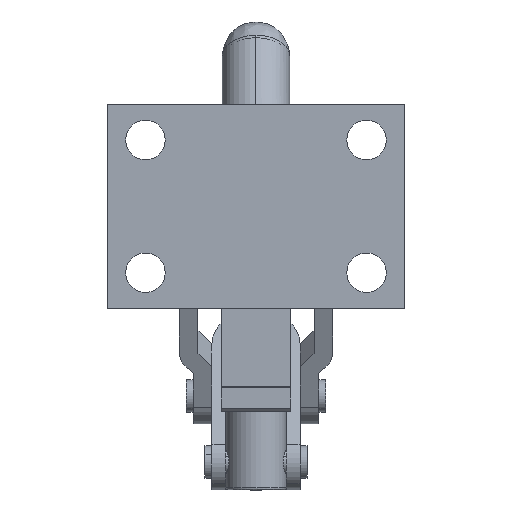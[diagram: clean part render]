
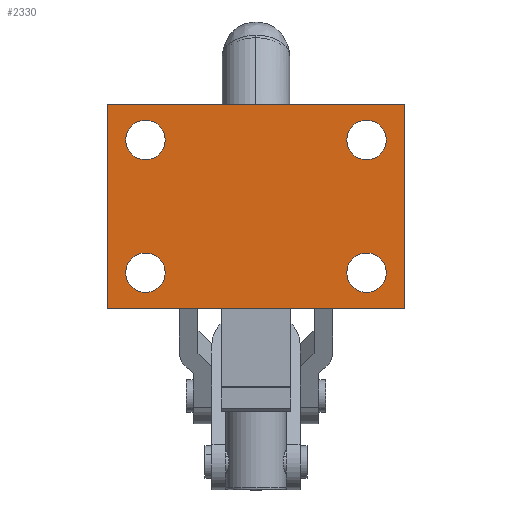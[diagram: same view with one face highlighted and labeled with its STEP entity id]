
A CAD part, front view. The second image highlights one B-rep face of the part: STEP entity #2330.
In plain terms, the highlighted planar face has unit normal (0, -1, 0).
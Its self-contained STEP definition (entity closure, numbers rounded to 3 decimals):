
#70 = DIRECTION ( 'NONE',  ( 0., 0., 1. ) ) ;
#108 = DIRECTION ( 'NONE',  ( 0., -1., 0. ) ) ;
#160 = CARTESIAN_POINT ( 'NONE',  ( 23.8, -28., -11.963 ) ) ;
#211 = VERTEX_POINT ( 'NONE', #8860 ) ;
#221 = AXIS2_PLACEMENT_3D ( 'NONE', #11801, #12819, #13839 ) ;
#336 = VERTEX_POINT ( 'NONE', #5401 ) ;
#659 = CARTESIAN_POINT ( 'NONE',  ( 0., -28., 0. ) ) ;
#900 = DIRECTION ( 'NONE',  ( 0., 0., 1. ) ) ;
#980 = EDGE_CURVE ( 'NONE', #11453, #9511, #10287, .T. ) ;
#1028 = VERTEX_POINT ( 'NONE', #7794 ) ;
#1072 = CARTESIAN_POINT ( 'NONE',  ( -32., -28., -22. ) ) ;
#1073 = EDGE_LOOP ( 'NONE', ( #10492, #8221 ) ) ;
#1508 = EDGE_LOOP ( 'NONE', ( #13160, #2544 ) ) ;
#1597 = DIRECTION ( 'NONE',  ( -1., 0., 0. ) ) ;
#1977 = CARTESIAN_POINT ( 'NONE',  ( 32., -28., 0. ) ) ;
#1981 = FACE_BOUND ( 'NONE', #7698, .T. ) ;
#2062 = CARTESIAN_POINT ( 'NONE',  ( 0., -28., -22. ) ) ;
#2198 = VERTEX_POINT ( 'NONE', #2888 ) ;
#2330 = ADVANCED_FACE ( 'NONE', ( #5584, #11620, #8086, #1981, #10372 ), #15127, .F. ) ;
#2544 = ORIENTED_EDGE ( 'NONE', *, *, #2851, .F. ) ;
#2851 = EDGE_CURVE ( 'NONE', #9511, #11453, #8897, .T. ) ;
#2888 = CARTESIAN_POINT ( 'NONE',  ( -32., -28., -44. ) ) ;
#3029 = VERTEX_POINT ( 'NONE', #13770 ) ;
#3316 = DIRECTION ( 'NONE',  ( 0., 1., 0. ) ) ;
#3343 = LINE ( 'NONE', #1072, #6453 ) ;
#3453 = CIRCLE ( 'NONE', #221, 4.25 ) ;
#3501 = EDGE_LOOP ( 'NONE', ( #12093, #4069 ) ) ;
#3637 = DIRECTION ( 'NONE',  ( 0., -1., 0. ) ) ;
#3657 = EDGE_CURVE ( 'NONE', #6841, #2198, #10229, .T. ) ;
#3679 = DIRECTION ( 'NONE',  ( 0., 0., 1. ) ) ;
#3758 = CIRCLE ( 'NONE', #13024, 4.25 ) ;
#3890 = CARTESIAN_POINT ( 'NONE',  ( 23.8, -28., -7.713 ) ) ;
#4069 = ORIENTED_EDGE ( 'NONE', *, *, #12087, .F. ) ;
#4324 = ORIENTED_EDGE ( 'NONE', *, *, #6042, .F. ) ;
#4386 = CARTESIAN_POINT ( 'NONE',  ( 32., -28., -44. ) ) ;
#4716 = DIRECTION ( 'NONE',  ( 0., 0., 1. ) ) ;
#4894 = CARTESIAN_POINT ( 'NONE',  ( 23.8, -28., -40.537 ) ) ;
#5280 = DIRECTION ( 'NONE',  ( 1., 0., 0. ) ) ;
#5401 = CARTESIAN_POINT ( 'NONE',  ( 23.8, -28., -32.037 ) ) ;
#5584 = FACE_OUTER_BOUND ( 'NONE', #12420, .T. ) ;
#5705 = CIRCLE ( 'NONE', #7435, 4.25 ) ;
#5974 = VECTOR ( 'NONE', #1597, 1000. ) ;
#6008 = DIRECTION ( 'NONE',  ( 0., -1., 0. ) ) ;
#6042 = EDGE_CURVE ( 'NONE', #15405, #6841, #7282, .T. ) ;
#6184 = CARTESIAN_POINT ( 'NONE',  ( 32., -28., -22. ) ) ;
#6242 = ORIENTED_EDGE ( 'NONE', *, *, #7943, .F. ) ;
#6453 = VECTOR ( 'NONE', #70, 1000. ) ;
#6468 = CIRCLE ( 'NONE', #10242, 4.25 ) ;
#6599 = LINE ( 'NONE', #659, #12201 ) ;
#6645 = AXIS2_PLACEMENT_3D ( 'NONE', #3890, #6008, #10807 ) ;
#6755 = VECTOR ( 'NONE', #9798, 1000. ) ;
#6841 = VERTEX_POINT ( 'NONE', #4386 ) ;
#7282 = LINE ( 'NONE', #6184, #6755 ) ;
#7435 = AXIS2_PLACEMENT_3D ( 'NONE', #11087, #14749, #14660 ) ;
#7463 = DIRECTION ( 'NONE',  ( 0., 0., 1. ) ) ;
#7566 = VERTEX_POINT ( 'NONE', #4894 ) ;
#7698 = EDGE_LOOP ( 'NONE', ( #6242, #13877 ) ) ;
#7705 = DIRECTION ( 'NONE',  ( 0., 0., 1. ) ) ;
#7794 = CARTESIAN_POINT ( 'NONE',  ( -23.8, -28., -40.537 ) ) ;
#7865 = ORIENTED_EDGE ( 'NONE', *, *, #10084, .F. ) ;
#7885 = ORIENTED_EDGE ( 'NONE', *, *, #3657, .F. ) ;
#7943 = EDGE_CURVE ( 'NONE', #11044, #1028, #3453, .T. ) ;
#8010 = AXIS2_PLACEMENT_3D ( 'NONE', #13287, #3637, #7463 ) ;
#8086 = FACE_BOUND ( 'NONE', #1073, .T. ) ;
#8221 = ORIENTED_EDGE ( 'NONE', *, *, #10021, .F. ) ;
#8833 = VERTEX_POINT ( 'NONE', #14402 ) ;
#8860 = CARTESIAN_POINT ( 'NONE',  ( -23.8, -28., -3.463 ) ) ;
#8897 = CIRCLE ( 'NONE', #6645, 4.25 ) ;
#8925 = EDGE_CURVE ( 'NONE', #1028, #11044, #6468, .T. ) ;
#9161 = ORIENTED_EDGE ( 'NONE', *, *, #11611, .F. ) ;
#9269 = DIRECTION ( 'NONE',  ( 0., 0., 1. ) ) ;
#9511 = VERTEX_POINT ( 'NONE', #160 ) ;
#9561 = CARTESIAN_POINT ( 'NONE',  ( -23.8, -28., -32.037 ) ) ;
#9704 = CARTESIAN_POINT ( 'NONE',  ( -23.8, -28., -36.287 ) ) ;
#9798 = DIRECTION ( 'NONE',  ( 0., 0., -1. ) ) ;
#10021 = EDGE_CURVE ( 'NONE', #8833, #211, #10768, .T. ) ;
#10084 = EDGE_CURVE ( 'NONE', #3029, #15405, #6599, .T. ) ;
#10114 = EDGE_CURVE ( 'NONE', #336, #7566, #5705, .T. ) ;
#10229 = LINE ( 'NONE', #11088, #5974 ) ;
#10242 = AXIS2_PLACEMENT_3D ( 'NONE', #9704, #108, #3679 ) ;
#10287 = CIRCLE ( 'NONE', #11771, 4.25 ) ;
#10372 = FACE_BOUND ( 'NONE', #3501, .T. ) ;
#10376 = CARTESIAN_POINT ( 'NONE',  ( 23.8, -28., -3.463 ) ) ;
#10492 = ORIENTED_EDGE ( 'NONE', *, *, #13707, .F. ) ;
#10619 = CARTESIAN_POINT ( 'NONE',  ( 23.8, -28., -36.287 ) ) ;
#10768 = CIRCLE ( 'NONE', #8010, 4.25 ) ;
#10807 = DIRECTION ( 'NONE',  ( 0., 0., 1. ) ) ;
#11044 = VERTEX_POINT ( 'NONE', #9561 ) ;
#11087 = CARTESIAN_POINT ( 'NONE',  ( 23.8, -28., -36.287 ) ) ;
#11088 = CARTESIAN_POINT ( 'NONE',  ( 0., -28., -44. ) ) ;
#11166 = CARTESIAN_POINT ( 'NONE',  ( 23.8, -28., -7.713 ) ) ;
#11453 = VERTEX_POINT ( 'NONE', #10376 ) ;
#11502 = CIRCLE ( 'NONE', #12478, 4.25 ) ;
#11611 = EDGE_CURVE ( 'NONE', #2198, #3029, #3343, .T. ) ;
#11620 = FACE_BOUND ( 'NONE', #1508, .T. ) ;
#11706 = DIRECTION ( 'NONE',  ( 0., -1., 0. ) ) ;
#11771 = AXIS2_PLACEMENT_3D ( 'NONE', #11166, #13436, #7705 ) ;
#11801 = CARTESIAN_POINT ( 'NONE',  ( -23.8, -28., -36.287 ) ) ;
#12087 = EDGE_CURVE ( 'NONE', #7566, #336, #11502, .T. ) ;
#12093 = ORIENTED_EDGE ( 'NONE', *, *, #10114, .F. ) ;
#12201 = VECTOR ( 'NONE', #5280, 1000. ) ;
#12420 = EDGE_LOOP ( 'NONE', ( #7865, #9161, #7885, #4324 ) ) ;
#12478 = AXIS2_PLACEMENT_3D ( 'NONE', #10619, #11706, #4716 ) ;
#12819 = DIRECTION ( 'NONE',  ( 0., -1., 0. ) ) ;
#13024 = AXIS2_PLACEMENT_3D ( 'NONE', #13982, #15075, #900 ) ;
#13160 = ORIENTED_EDGE ( 'NONE', *, *, #980, .F. ) ;
#13287 = CARTESIAN_POINT ( 'NONE',  ( -23.8, -28., -7.713 ) ) ;
#13436 = DIRECTION ( 'NONE',  ( 0., -1., 0. ) ) ;
#13707 = EDGE_CURVE ( 'NONE', #211, #8833, #3758, .T. ) ;
#13770 = CARTESIAN_POINT ( 'NONE',  ( -32., -28., 0. ) ) ;
#13839 = DIRECTION ( 'NONE',  ( 0., 0., 1. ) ) ;
#13877 = ORIENTED_EDGE ( 'NONE', *, *, #8925, .F. ) ;
#13982 = CARTESIAN_POINT ( 'NONE',  ( -23.8, -28., -7.713 ) ) ;
#14402 = CARTESIAN_POINT ( 'NONE',  ( -23.8, -28., -11.963 ) ) ;
#14649 = AXIS2_PLACEMENT_3D ( 'NONE', #2062, #3316, #9269 ) ;
#14660 = DIRECTION ( 'NONE',  ( 0., 0., 1. ) ) ;
#14749 = DIRECTION ( 'NONE',  ( 0., -1., 0. ) ) ;
#15075 = DIRECTION ( 'NONE',  ( 0., -1., 0. ) ) ;
#15127 = PLANE ( 'NONE',  #14649 ) ;
#15405 = VERTEX_POINT ( 'NONE', #1977 ) ;
